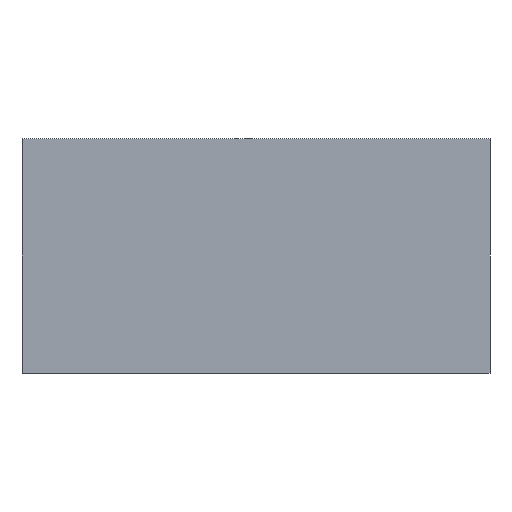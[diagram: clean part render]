
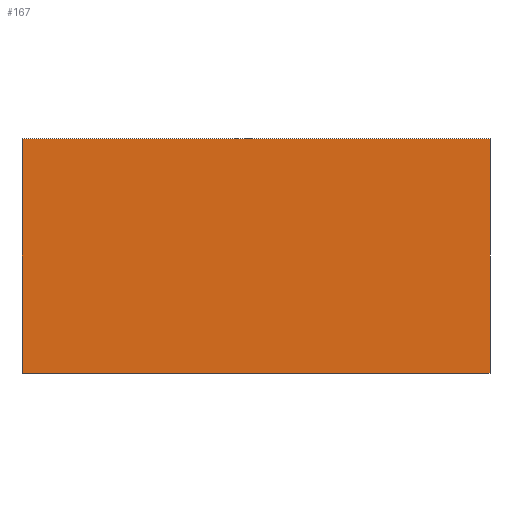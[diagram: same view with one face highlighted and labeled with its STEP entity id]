
A CAD part, front view. The second image highlights one B-rep face of the part: STEP entity #167.
In plain terms, the highlighted planar face has unit normal (0, -1, 0).
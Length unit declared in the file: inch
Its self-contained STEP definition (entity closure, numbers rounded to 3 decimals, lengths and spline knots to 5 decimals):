
#21=FACE_OUTER_BOUND('',#30,.T.);
#30=EDGE_LOOP('',(#138,#139,#140,#141));
#40=LINE('',#252,#61);
#46=LINE('',#263,#67);
#51=LINE('',#274,#72);
#52=LINE('',#275,#73);
#61=VECTOR('',#206,0.3937);
#67=VECTOR('',#216,0.3937);
#72=VECTOR('',#227,0.3937);
#73=VECTOR('',#228,0.3937);
#81=VERTEX_POINT('',#249);
#82=VERTEX_POINT('',#251);
#85=VERTEX_POINT('',#261);
#88=VERTEX_POINT('',#273);
#96=EDGE_CURVE('',#81,#82,#40,.T.);
#102=EDGE_CURVE('',#81,#85,#46,.T.);
#107=EDGE_CURVE('',#88,#82,#51,.T.);
#108=EDGE_CURVE('',#85,#88,#52,.T.);
#138=ORIENTED_EDGE('',*,*,#107,.T.);
#139=ORIENTED_EDGE('',*,*,#96,.F.);
#140=ORIENTED_EDGE('',*,*,#102,.T.);
#141=ORIENTED_EDGE('',*,*,#108,.T.);
#158=PLANE('',#190);
#167=ADVANCED_FACE('',(#21),#158,.T.);
#190=AXIS2_PLACEMENT_3D('',#272,#225,#226);
#206=DIRECTION('',(-1.,0.,0.));
#216=DIRECTION('',(0.,0.,1.));
#225=DIRECTION('center_axis',(0.,-1.,0.));
#226=DIRECTION('ref_axis',(0.,0.,1.));
#227=DIRECTION('',(0.,0.,-1.));
#228=DIRECTION('',(-1.,0.,0.));
#249=CARTESIAN_POINT('',(302.25,-21.5,95.3125));
#251=CARTESIAN_POINT('',(270.375,-21.5,95.3125));
#252=CARTESIAN_POINT('',(302.25,-21.5,95.3125));
#261=CARTESIAN_POINT('',(302.25,-21.5,111.3125));
#263=CARTESIAN_POINT('',(302.25,-21.5,95.3125));
#272=CARTESIAN_POINT('Origin',(302.25,-21.5,95.3125));
#273=CARTESIAN_POINT('',(270.375,-21.5,111.3125));
#274=CARTESIAN_POINT('',(270.375,-21.5,103.3125));
#275=CARTESIAN_POINT('',(302.25,-21.5,111.3125));
